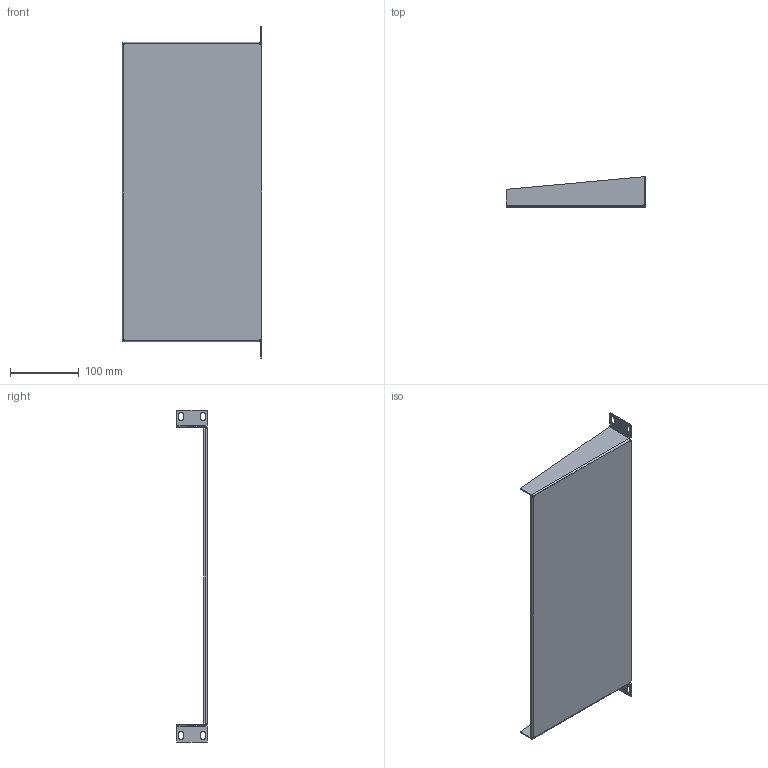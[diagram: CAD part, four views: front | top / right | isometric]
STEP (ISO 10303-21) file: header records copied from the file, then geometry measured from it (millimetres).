
FILE_DESCRIPTION (( 'STEP AP214' ), '1' );
FILE_NAME ('HUB19RK-8_3D.STEP', '2021-08-25T17:33:09', ( '' ), ( '' ), 'SwSTEP 2.0', 'SolidWorks 2021', '' );
FILE_SCHEMA (( 'AUTOMOTIVE_DESIGN' ));
Length unit declared in the file: inch
Products named in the file (1): HUB19RK-8_3D
Bounding box: 203.2 x 43.81 x 482.6 mm (x, y, z)
Volume: 159319.1 mm3; surface area: 211655.2 mm2
Topology: 1 solids, 1 shells, 230 faces, 608 edges, 392 vertices
Faces by surface type: plane 160, bspline 48, cylinder 22
Entity records: 9146 total; most frequent: CARTESIAN_POINT 1855, ORIENTED_EDGE 1216, DIRECTION 922, EDGE_CURVE 608, VECTOR 468, LINE 468, VERTEX_POINT 392, EDGE_LOOP 250
